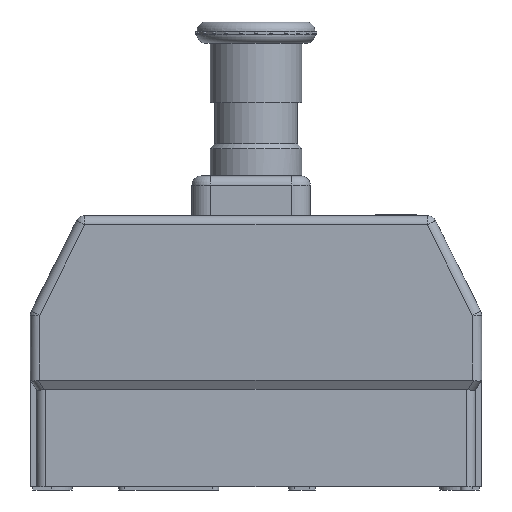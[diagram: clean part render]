
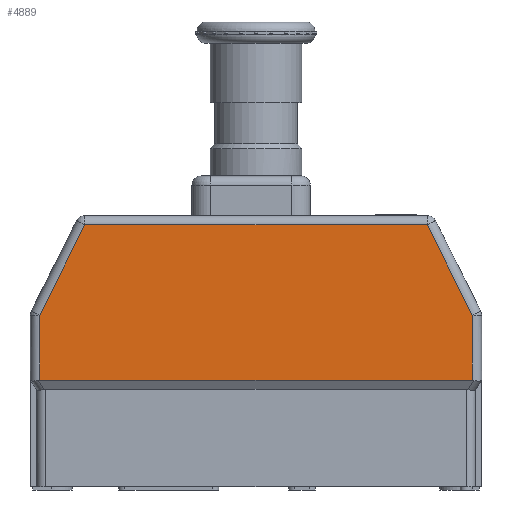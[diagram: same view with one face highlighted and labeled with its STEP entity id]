
A CAD part, left-side view. The second image highlights one B-rep face of the part: STEP entity #4889.
In plain terms, the highlighted planar face has unit normal (-1, 0, 0).
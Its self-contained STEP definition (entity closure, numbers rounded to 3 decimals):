
#1294 = CARTESIAN_POINT ( 'NONE',  ( -46., 58., 86. ) ) ;
#1380 = DIRECTION ( 'NONE',  ( 0., 0., -1. ) ) ;
#1618 = EDGE_CURVE ( 'NONE', #2373, #22994, #20954, .T. ) ;
#1787 = PLANE ( 'NONE',  #17851 ) ;
#2373 = VERTEX_POINT ( 'NONE', #25543 ) ;
#3698 = EDGE_CURVE ( 'NONE', #18512, #9666, #4891, .T. ) ;
#4399 = ORIENTED_EDGE ( 'NONE', *, *, #9009, .T. ) ;
#4889 = ADVANCED_FACE ( 'NONE', ( #18273 ), #1787, .F. ) ;
#4891 = LINE ( 'NONE', #15864, #26113 ) ;
#5417 = VECTOR ( 'NONE', #6990, 1000. ) ;
#5957 = CARTESIAN_POINT ( 'NONE',  ( -46., 71., 56.292 ) ) ;
#6457 = EDGE_CURVE ( 'NONE', #7304, #9666, #25809, .T. ) ;
#6630 = CARTESIAN_POINT ( 'NONE',  ( -46., 56.146, 86. ) ) ;
#6990 = DIRECTION ( 'NONE',  ( 0., 0., 1. ) ) ;
#7069 = EDGE_LOOP ( 'NONE', ( #11980, #24238, #4399, #24437, #20866, #20279 ) ) ;
#7304 = VERTEX_POINT ( 'NONE', #23390 ) ;
#8133 = LINE ( 'NONE', #10854, #23922 ) ;
#9009 = EDGE_CURVE ( 'NONE', #26600, #2373, #20079, .T. ) ;
#9218 = CARTESIAN_POINT ( 'NONE',  ( -46., -28.917, 140.458 ) ) ;
#9393 = VECTOR ( 'NONE', #18285, 1000. ) ;
#9666 = VERTEX_POINT ( 'NONE', #26206 ) ;
#10664 = VECTOR ( 'NONE', #21313, 1000. ) ;
#10854 = CARTESIAN_POINT ( 'NONE',  ( -46., 58.517, 81.258 ) ) ;
#11637 = CARTESIAN_POINT ( 'NONE',  ( -46., 74., 89. ) ) ;
#11980 = ORIENTED_EDGE ( 'NONE', *, *, #6457, .F. ) ;
#12511 = EDGE_CURVE ( 'NONE', #7304, #26600, #21177, .T. ) ;
#12927 = DIRECTION ( 'NONE',  ( 0., 0.447, -0.894 ) ) ;
#13874 = EDGE_CURVE ( 'NONE', #22994, #18512, #8133, .T. ) ;
#15442 = DIRECTION ( 'NONE',  ( 0., 0.447, 0.894 ) ) ;
#15864 = CARTESIAN_POINT ( 'NONE',  ( -46., 71., 89. ) ) ;
#16121 = CARTESIAN_POINT ( 'NONE',  ( -46., 74., 35. ) ) ;
#17781 = DIRECTION ( 'NONE',  ( 1., 0., 0. ) ) ;
#17851 = AXIS2_PLACEMENT_3D ( 'NONE', #11637, #17781, #22179 ) ;
#18273 = FACE_OUTER_BOUND ( 'NONE', #7069, .T. ) ;
#18285 = DIRECTION ( 'NONE',  ( 0., 1., 0. ) ) ;
#18512 = VERTEX_POINT ( 'NONE', #5957 ) ;
#19266 = CARTESIAN_POINT ( 'NONE',  ( -46., -71., 89. ) ) ;
#19413 = VECTOR ( 'NONE', #15442, 1000. ) ;
#20079 = LINE ( 'NONE', #9218, #19413 ) ;
#20279 = ORIENTED_EDGE ( 'NONE', *, *, #3698, .T. ) ;
#20866 = ORIENTED_EDGE ( 'NONE', *, *, #13874, .T. ) ;
#20954 = LINE ( 'NONE', #1294, #10664 ) ;
#21177 = LINE ( 'NONE', #19266, #5417 ) ;
#21313 = DIRECTION ( 'NONE',  ( 0., 1., 0. ) ) ;
#22179 = DIRECTION ( 'NONE',  ( 0., 1., 0. ) ) ;
#22994 = VERTEX_POINT ( 'NONE', #6630 ) ;
#23390 = CARTESIAN_POINT ( 'NONE',  ( -46., -71., 35. ) ) ;
#23922 = VECTOR ( 'NONE', #12927, 1000. ) ;
#24238 = ORIENTED_EDGE ( 'NONE', *, *, #12511, .T. ) ;
#24437 = ORIENTED_EDGE ( 'NONE', *, *, #1618, .T. ) ;
#25543 = CARTESIAN_POINT ( 'NONE',  ( -46., -56.146, 86. ) ) ;
#25809 = LINE ( 'NONE', #16121, #9393 ) ;
#26113 = VECTOR ( 'NONE', #1380, 1000. ) ;
#26206 = CARTESIAN_POINT ( 'NONE',  ( -46., 71., 35. ) ) ;
#26208 = CARTESIAN_POINT ( 'NONE',  ( -46., -71., 56.292 ) ) ;
#26600 = VERTEX_POINT ( 'NONE', #26208 ) ;
